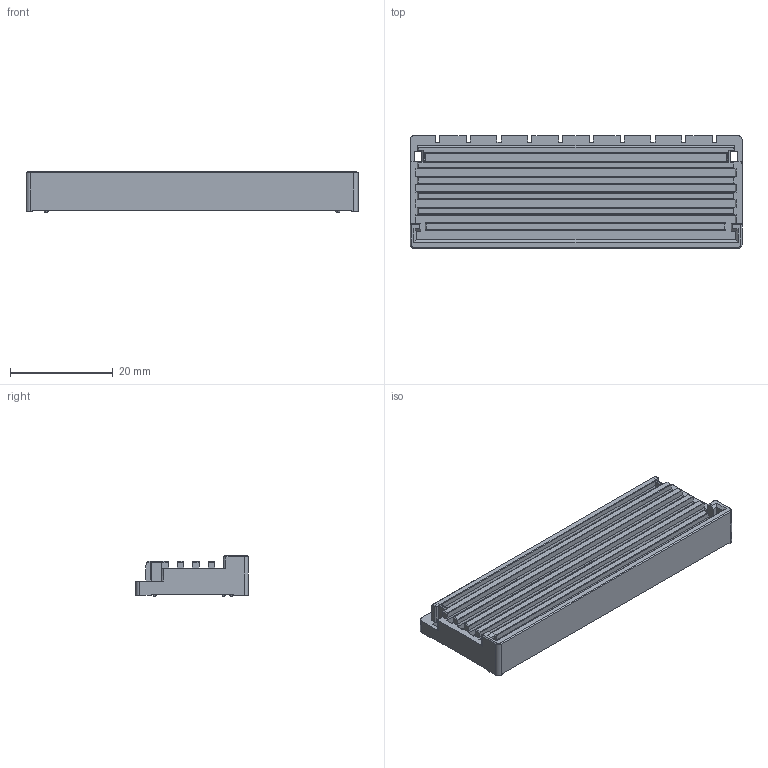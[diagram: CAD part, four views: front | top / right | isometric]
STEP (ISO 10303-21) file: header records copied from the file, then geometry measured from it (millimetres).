
FILE_DESCRIPTION(/* description */ (''),/* implementation_level */ '2;1');
FILE_NAME(/* name */ '080-1489-000_3.stp',/* time_stamp */ '2023-11-01T20:46:22+03:00',/* author */ (''),/* organization */ (''),/* preprocessor_version */ 'ST-DEVELOPER v16.7',/* originating_system */ 'SIEMENS PLM Software NX 12.0',/* authorisation */ '');
FILE_SCHEMA (('AUTOMOTIVE_DESIGN { 1 0 10303 214 3 1 1 1 }'));
Length unit declared in the file: millimetre
Products named in the file (1): 080-1489-000_3
Bounding box: 64.7 x 22 x 7.84 mm (x, y, z)
Volume: 6368.4 mm3; surface area: 7389.8 mm2
Topology: 1 solids, 1 shells, 340 faces, 927 edges, 612 vertices
Faces by surface type: plane 316, sphere 12, cylinder 10, cone 2
Entity records: 12966 total; most frequent: CARTESIAN_POINT 1880, ORIENTED_EDGE 1854, DIRECTION 1673, EDGE_CURVE 927, LINE 863, VECTOR 863, VERTEX_POINT 612, AXIS2_PLACEMENT_3D 405
